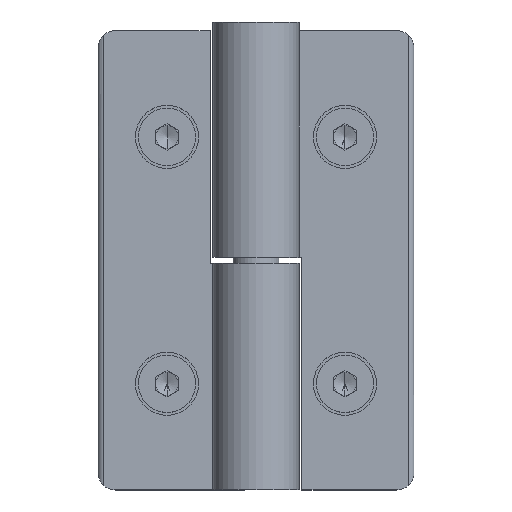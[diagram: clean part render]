
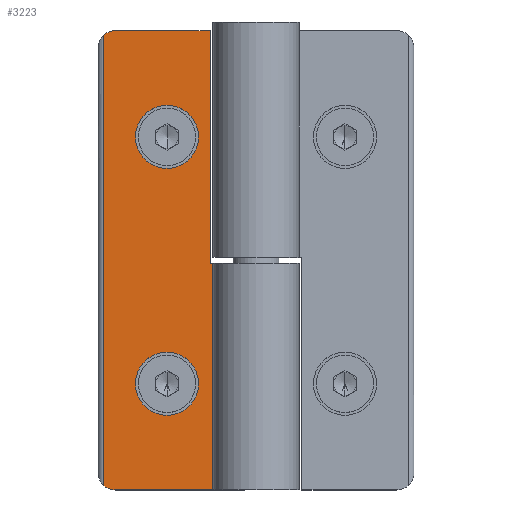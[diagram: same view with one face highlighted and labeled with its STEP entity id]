
A CAD part, top view. The second image highlights one B-rep face of the part: STEP entity #3223.
In plain terms, the highlighted planar face has unit normal (0, 0, 1).
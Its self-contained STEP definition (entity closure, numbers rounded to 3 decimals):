
#1225 = EDGE_CURVE( '', #1281, #2435, #3469, .T. );
#1281 = VERTEX_POINT( '', #3527 );
#1437 = EDGE_CURVE( '', #2689, #2313, #3707, .T. );
#1441 = VERTEX_POINT( '', #3711 );
#1451 = EDGE_CURVE( '', #1281, #1865, #3721, .T. );
#1489 = VERTEX_POINT( '', #3765 );
#1633 = VERTEX_POINT( '', #3929 );
#1747 = VERTEX_POINT( '', #4051 );
#1865 = VERTEX_POINT( '', #4181 );
#1891 = EDGE_CURVE( '', #1865, #1489, #4210, .T. );
#1899 = EDGE_CURVE( '', #2435, #2313, #4219, .T. );
#1991 = EDGE_CURVE( '', #1633, #2331, #4325, .T. );
#2147 = EDGE_CURVE( '', #2247, #1747, #4498, .T. );
#2227 = EDGE_CURVE( '', #1747, #2247, #4590, .T. );
#2247 = VERTEX_POINT( '', #4611 );
#2313 = VERTEX_POINT( '', #4690 );
#2331 = VERTEX_POINT( '', #4710 );
#2435 = VERTEX_POINT( '', #4827 );
#2597 = VERTEX_POINT( '', #5001 );
#2599 = EDGE_CURVE( '', #2331, #1633, #5003, .T. );
#2689 = VERTEX_POINT( '', #5103 );
#2845 = EDGE_CURVE( '', #2597, #1441, #5274, .T. );
#2935 = EDGE_CURVE( '', #1441, #2689, #5376, .T. );
#3207 = EDGE_CURVE( '', #1489, #2597, #5689, .T. );
#3223 = ADVANCED_FACE( '', ( #5707, #5708, #5709 ), #5710, .T. );
#3469 = LINE( '', #5990, #5991 );
#3527 = CARTESIAN_POINT( '', ( -7.5, -0.5, 0. ) );
#3707 = LINE( '', #6312, #6313 );
#3711 = CARTESIAN_POINT( '', ( -26.5, 39.236, 0. ) );
#3721 = LINE( '', #6332, #6333 );
#3765 = CARTESIAN_POINT( '', ( -24.5, -40., 0. ) );
#3929 = CARTESIAN_POINT( '', ( -10., -21.5, 0. ) );
#4051 = CARTESIAN_POINT( '', ( -10., 21.5, 0. ) );
#4181 = CARTESIAN_POINT( '', ( -7.5, -40., 0. ) );
#4210 = LINE( '', #6979, #6980 );
#4219 = LINE( '', #6990, #6991 );
#4325 = CIRCLE( '', #7133, 5.5 );
#4498 = CIRCLE( '', #7380, 5.5 );
#4590 = CIRCLE( '', #7498, 5.5 );
#4611 = CARTESIAN_POINT( '', ( -21., 21.5, 0. ) );
#4690 = CARTESIAN_POINT( '', ( -8., 40., 0. ) );
#4710 = CARTESIAN_POINT( '', ( -21., -21.5, 0. ) );
#4827 = CARTESIAN_POINT( '', ( -8., -0.5, 0. ) );
#5001 = CARTESIAN_POINT( '', ( -26.5, -39.236, 0. ) );
#5003 = CIRCLE( '', #8049, 5.5 );
#5103 = CARTESIAN_POINT( '', ( -24.5, 40., 0. ) );
#5274 = LINE( '', #8409, #8410 );
#5376 = CIRCLE( '', #8547, 3. );
#5689 = CIRCLE( '', #8996, 3. );
#5707 = FACE_OUTER_BOUND( '', #9017, .T. );
#5708 = FACE_BOUND( '', #9018, .T. );
#5709 = FACE_BOUND( '', #9019, .T. );
#5710 = PLANE( '', #9020 );
#5990 = CARTESIAN_POINT( '', ( -4., -0.5, 0. ) );
#5991 = VECTOR( '', #9310, 1. );
#6312 = CARTESIAN_POINT( '', ( -2., 40., 0. ) );
#6313 = VECTOR( '', #9587, 1. );
#6332 = CARTESIAN_POINT( '', ( -7.5, 0., 0. ) );
#6333 = VECTOR( '', #9590, 1. );
#6979 = CARTESIAN_POINT( '', ( -24.5, -40., 0. ) );
#6980 = VECTOR( '', #10177, 1. );
#6990 = CARTESIAN_POINT( '', ( -8., 20., 0. ) );
#6991 = VECTOR( '', #10187, 1. );
#7133 = AXIS2_PLACEMENT_3D( '', #10330, #10331, #10332 );
#7380 = AXIS2_PLACEMENT_3D( '', #10541, #10542, #10543 );
#7498 = AXIS2_PLACEMENT_3D( '', #10657, #10658, #10659 );
#8049 = AXIS2_PLACEMENT_3D( '', #11128, #11129, #11130 );
#8409 = CARTESIAN_POINT( '', ( -26.5, 0., 0. ) );
#8410 = VECTOR( '', #11415, 1. );
#8547 = AXIS2_PLACEMENT_3D( '', #11531, #11532, #11533 );
#8996 = AXIS2_PLACEMENT_3D( '', #11948, #11949, #11950 );
#9017 = EDGE_LOOP( '', ( #11967, #11968, #11969, #11970, #11971, #11972, #11973, #11974 ) );
#9018 = EDGE_LOOP( '', ( #11975, #11976 ) );
#9019 = EDGE_LOOP( '', ( #11977, #11978 ) );
#9020 = AXIS2_PLACEMENT_3D( '', #11979, #11980, #11981 );
#9310 = DIRECTION( '', ( -1., 0., 0. ) );
#9587 = DIRECTION( '', ( 1., 0., 0. ) );
#9590 = DIRECTION( '', ( 0., -1., 0. ) );
#10177 = DIRECTION( '', ( -1., 0., 0. ) );
#10187 = DIRECTION( '', ( 0., 1., 0. ) );
#10330 = CARTESIAN_POINT( '', ( -15.5, -21.5, 0. ) );
#10331 = DIRECTION( '', ( 0., 0., -1. ) );
#10332 = DIRECTION( '', ( 1., 0., 0. ) );
#10541 = CARTESIAN_POINT( '', ( -15.5, 21.5, 0. ) );
#10542 = DIRECTION( '', ( 0., 0., -1. ) );
#10543 = DIRECTION( '', ( 1., 0., 0. ) );
#10657 = CARTESIAN_POINT( '', ( -15.5, 21.5, 0. ) );
#10658 = DIRECTION( '', ( 0., 0., -1. ) );
#10659 = DIRECTION( '', ( 1., 0., 0. ) );
#11128 = CARTESIAN_POINT( '', ( -15.5, -21.5, 0. ) );
#11129 = DIRECTION( '', ( 0., 0., -1. ) );
#11130 = DIRECTION( '', ( 1., 0., 0. ) );
#11415 = DIRECTION( '', ( 0., 1., 0. ) );
#11531 = CARTESIAN_POINT( '', ( -24.5, 37., 0. ) );
#11532 = DIRECTION( '', ( 0., 0., -1. ) );
#11533 = DIRECTION( '', ( 0., 1., 0. ) );
#11948 = CARTESIAN_POINT( '', ( -24.5, -37., 0. ) );
#11949 = DIRECTION( '', ( 0., 0., -1. ) );
#11950 = DIRECTION( '', ( -1., 0., 0. ) );
#11967 = ORIENTED_EDGE( '', *, *, #2845, .F. );
#11968 = ORIENTED_EDGE( '', *, *, #3207, .F. );
#11969 = ORIENTED_EDGE( '', *, *, #1891, .F. );
#11970 = ORIENTED_EDGE( '', *, *, #1451, .F. );
#11971 = ORIENTED_EDGE( '', *, *, #1225, .T. );
#11972 = ORIENTED_EDGE( '', *, *, #1899, .T. );
#11973 = ORIENTED_EDGE( '', *, *, #1437, .F. );
#11974 = ORIENTED_EDGE( '', *, *, #2935, .F. );
#11975 = ORIENTED_EDGE( '', *, *, #1991, .T. );
#11976 = ORIENTED_EDGE( '', *, *, #2599, .T. );
#11977 = ORIENTED_EDGE( '', *, *, #2227, .T. );
#11978 = ORIENTED_EDGE( '', *, *, #2147, .T. );
#11979 = CARTESIAN_POINT( '', ( 0., 0., 0. ) );
#11980 = DIRECTION( '', ( 0., 0., 1. ) );
#11981 = DIRECTION( '', ( 1., 0., 0. ) );
